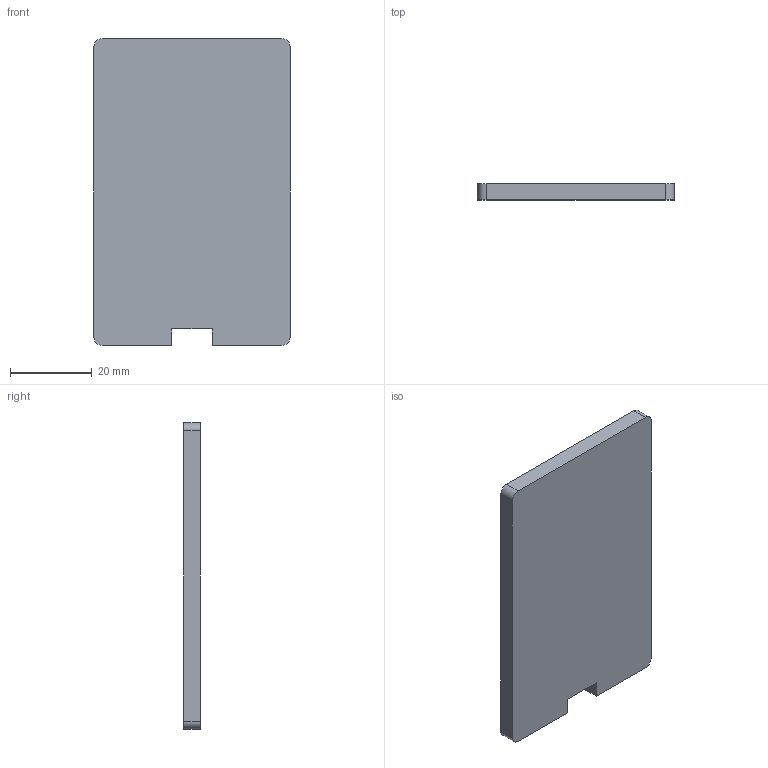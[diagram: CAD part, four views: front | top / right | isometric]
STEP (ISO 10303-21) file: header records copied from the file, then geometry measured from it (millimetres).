
FILE_DESCRIPTION(/* description */ (''),/* implementation_level */ '2;1');
FILE_NAME(/* name */ 'Charger.step',/* time_stamp */ '2018-07-25T13:11:18+02:00',/* author */ (''),/* organization */ (''),/* preprocessor_version */ 'ST-DEVELOPER v17',/* originating_system */ 'Autodesk Translation Framework v7.1.0.215',/* authorisation */ '');
FILE_SCHEMA (('AUTOMOTIVE_DESIGN { 1 0 10303 214 3 1 1 }'));
Length unit declared in the file: millimetre
Products named in the file (1): Charger
Bounding box: 48 x 4 x 75 mm (x, y, z)
Volume: 12590.9 mm3; surface area: 9053.6 mm2
Topology: 1 solids, 1 shells, 36 faces, 100 edges, 66 vertices
Faces by surface type: plane 32, cylinder 4
Entity records: 1176 total; most frequent: CARTESIAN_POINT 203, ORIENTED_EDGE 200, DIRECTION 182, EDGE_CURVE 100, LINE 92, VECTOR 92, VERTEX_POINT 66, AXIS2_PLACEMENT_3D 45
